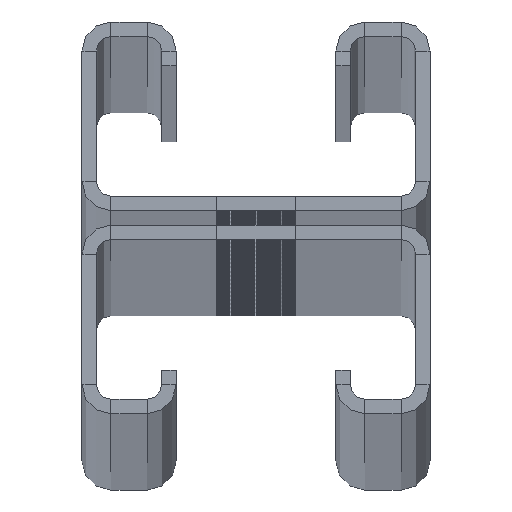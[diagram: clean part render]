
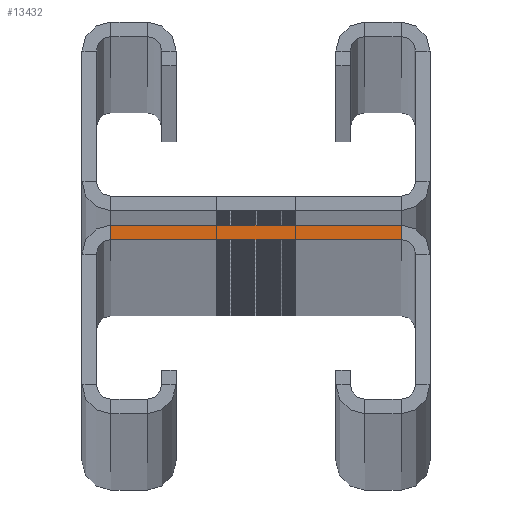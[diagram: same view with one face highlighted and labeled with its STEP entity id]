
A CAD part, top view. The second image highlights one B-rep face of the part: STEP entity #13432.
In plain terms, the highlighted planar face has unit normal (0, 0, 1).
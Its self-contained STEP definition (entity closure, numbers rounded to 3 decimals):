
#8900 = VERTEX_POINT ( 'NONE', #27317 ) ;
#10501 = PLANE ( 'NONE',  #25309 ) ;
#11354 = LINE ( 'NONE', #16648, #40643 ) ;
#12795 = DIRECTION ( 'NONE',  ( 0., 1., 0. ) ) ;
#13268 = ORIENTED_EDGE ( 'NONE', *, *, #34433, .F. ) ;
#13432 = ADVANCED_FACE ( 'NONE', ( #27866 ), #10501, .T. ) ;
#13931 = LINE ( 'NONE', #30379, #30701 ) ;
#14370 = DIRECTION ( 'NONE',  ( 0., 0., 1. ) ) ;
#14506 = CARTESIAN_POINT ( 'NONE',  ( -20., -1., 3015. ) ) ;
#15515 = EDGE_LOOP ( 'NONE', ( #25835, #24218, #13268, #46653 ) ) ;
#16648 = CARTESIAN_POINT ( 'NONE',  ( 20., -3., 3015. ) ) ;
#16693 = CARTESIAN_POINT ( 'NONE',  ( -20., -1., 3015. ) ) ;
#17513 = EDGE_CURVE ( 'NONE', #19556, #47943, #18756, .T. ) ;
#18756 = LINE ( 'NONE', #16693, #37816 ) ;
#19298 = VERTEX_POINT ( 'NONE', #24397 ) ;
#19556 = VERTEX_POINT ( 'NONE', #14506 ) ;
#23968 = CARTESIAN_POINT ( 'NONE',  ( 24., -1., 3015. ) ) ;
#24218 = ORIENTED_EDGE ( 'NONE', *, *, #17513, .T. ) ;
#24397 = CARTESIAN_POINT ( 'NONE',  ( 20., -1., 3015. ) ) ;
#25309 = AXIS2_PLACEMENT_3D ( 'NONE', #37218, #14370, #41084 ) ;
#25835 = ORIENTED_EDGE ( 'NONE', *, *, #46114, .T. ) ;
#26532 = DIRECTION ( 'NONE',  ( -1., 0., 0. ) ) ;
#27317 = CARTESIAN_POINT ( 'NONE',  ( 20., -3., 3015. ) ) ;
#27866 = FACE_OUTER_BOUND ( 'NONE', #15515, .T. ) ;
#27957 = VECTOR ( 'NONE', #35301, 1000. ) ;
#28219 = DIRECTION ( 'NONE',  ( 0., -1., 0. ) ) ;
#29177 = LINE ( 'NONE', #23968, #27957 ) ;
#30379 = CARTESIAN_POINT ( 'NONE',  ( 24., -3., 3015. ) ) ;
#30406 = CARTESIAN_POINT ( 'NONE',  ( -20., -3., 3015. ) ) ;
#30645 = EDGE_CURVE ( 'NONE', #8900, #19298, #11354, .T. ) ;
#30701 = VECTOR ( 'NONE', #26532, 1000. ) ;
#34433 = EDGE_CURVE ( 'NONE', #8900, #47943, #13931, .T. ) ;
#35301 = DIRECTION ( 'NONE',  ( -1., 0., 0. ) ) ;
#37218 = CARTESIAN_POINT ( 'NONE',  ( -22., -5., 3015. ) ) ;
#37816 = VECTOR ( 'NONE', #28219, 1000. ) ;
#40643 = VECTOR ( 'NONE', #12795, 1000. ) ;
#41084 = DIRECTION ( 'NONE',  ( -1., 0., 0. ) ) ;
#46114 = EDGE_CURVE ( 'NONE', #19298, #19556, #29177, .T. ) ;
#46653 = ORIENTED_EDGE ( 'NONE', *, *, #30645, .T. ) ;
#47943 = VERTEX_POINT ( 'NONE', #30406 ) ;
